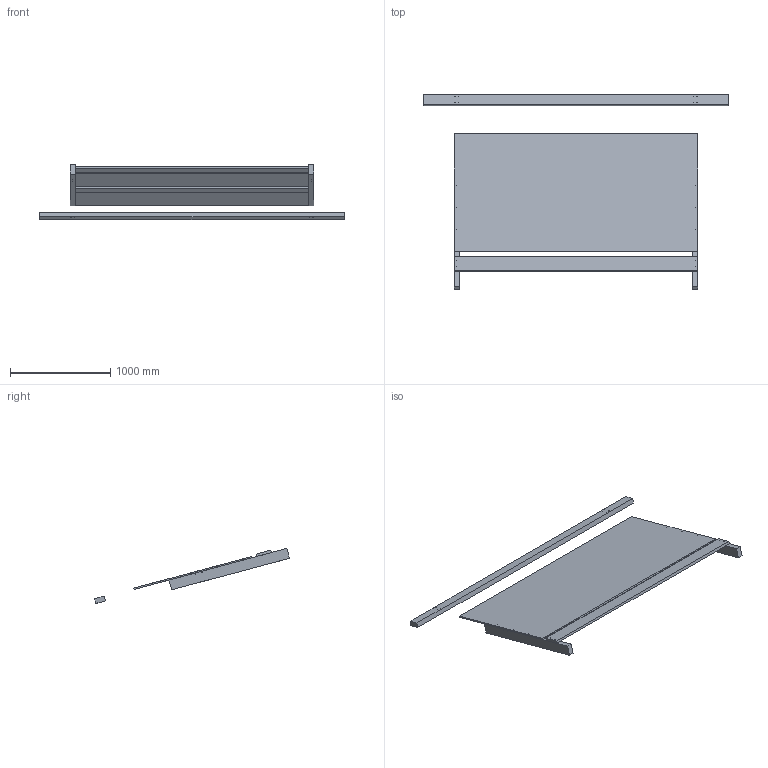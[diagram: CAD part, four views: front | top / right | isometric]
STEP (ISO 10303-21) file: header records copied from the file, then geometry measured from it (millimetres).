
FILE_DESCRIPTION(/* description */ (''),/* implementation_level */ '2;1');
FILE_NAME(/* name */ 'Maslow M2 Frame Assembly v4.step',/* time_stamp */ '2020-07-10T16:11:12+02:00',/* author */ (''),/* organization */ (''),/* preprocessor_version */ 'ST-DEVELOPER v18.1',/* originating_system */ 'Autodesk Translation Framework v9.3.0.1241',/* authorisation */ '');
FILE_SCHEMA (('AUTOMOTIVE_DESIGN { 1 0 10303 214 3 1 1 }'));
Length unit declared in the file: inch
Products named in the file (6): Maslow M2 Frame Assembly; M2 Footer; M2 Waste Board; M2 Leg; M2 Support; M2 Top Beam
Assembly tree (6 placements, depth 2):
  Maslow M2 Frame Assembly
    M2 Footer
    M2 Waste Board
    M2 Leg  x2
    M2 Support
    M2 Top Beam
Bounding box: 3048 x 1949.41 x 551.22 mm (x, y, z)
Volume: 84644502.1 mm3; surface area: 9478025.2 mm2
Topology: 6 solids, 6 shells, 70 faces, 170 edges, 112 vertices
Faces by surface type: plane 36, cylinder 30, cone 4
Full cylindrical faces by diameter (mm): 3.175 x30
Entity records: 2043 total; most frequent: DIRECTION 338, CARTESIAN_POINT 310, ORIENTED_EDGE 284, EDGE_CURVE 142, AXIS2_PLACEMENT_3D 124, EDGE_LOOP 108, VERTEX_POINT 96, LINE 90
